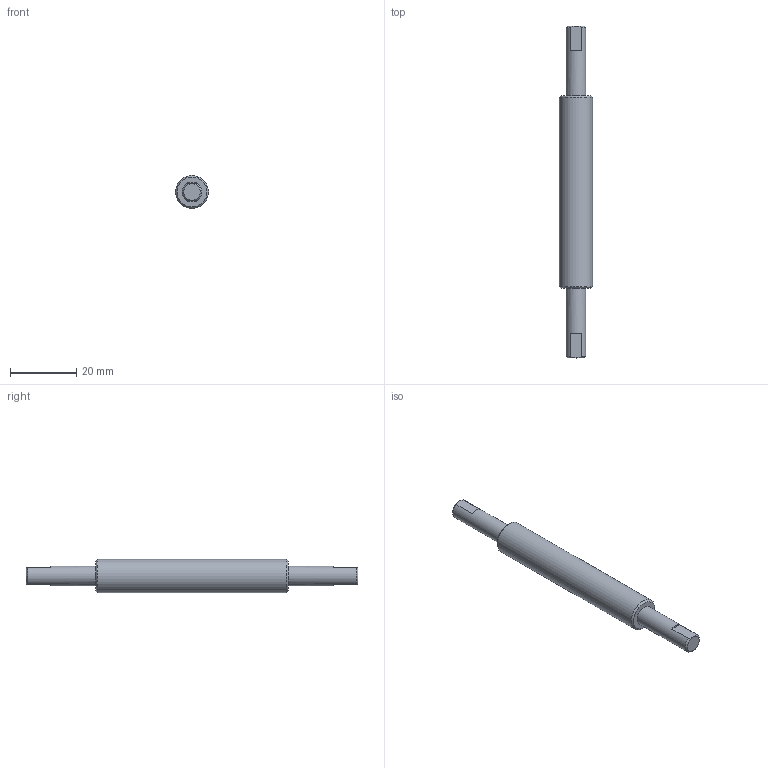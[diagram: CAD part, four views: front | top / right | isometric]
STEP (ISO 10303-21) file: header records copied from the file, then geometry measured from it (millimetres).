
FILE_DESCRIPTION(/* description */ (''),/* implementation_level */ '2;1');
FILE_NAME(/* name */ 'КВ33.000.108 - Вал.stp',/* time_stamp */ '2021-03-28T11:04:01+03:00',/* author */ ('Петров Иван'),/* organization */ (''),/* preprocessor_version */ 'ST-DEVELOPER v17',/* originating_system */ 'Autodesk Inventor 2019',/* authorisation */ '');
FILE_SCHEMA (('AUTOMOTIVE_DESIGN { 1 0 10303 214 3 1 1 }'));
Length unit declared in the file: millimetre
Products named in the file (1): Вал
Bounding box: 10 x 100 x 10 mm (x, y, z)
Volume: 5698.4 mm3; surface area: 2737.1 mm2
Topology: 1 solids, 1 shells, 21 faces, 45 edges, 28 vertices
Faces by surface type: plane 12, cone 6, cylinder 3
Full cylindrical faces by diameter (mm): 6 x2, 10 x1
Entity records: 602 total; most frequent: CARTESIAN_POINT 111, DIRECTION 101, ORIENTED_EDGE 90, EDGE_CURVE 45, AXIS2_PLACEMENT_3D 42, VERTEX_POINT 28, EDGE_LOOP 23, FACE_OUTER_BOUND 21
